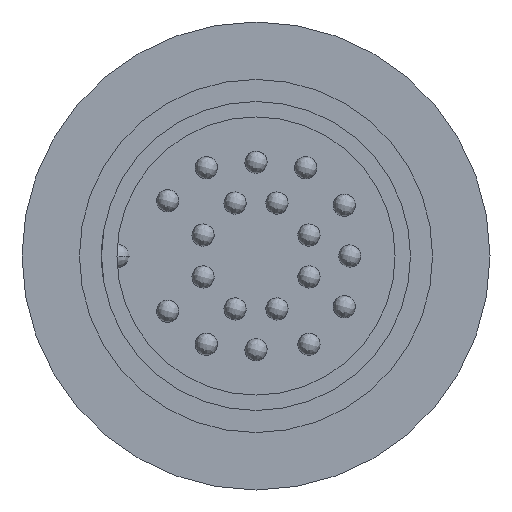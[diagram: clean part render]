
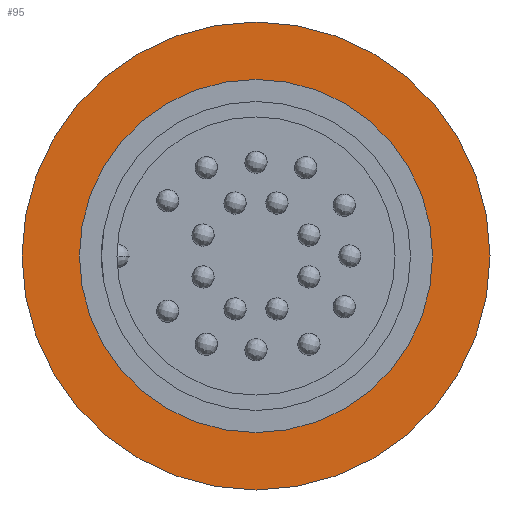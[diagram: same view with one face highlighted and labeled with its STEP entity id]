
A CAD part, left-side view. The second image highlights one B-rep face of the part: STEP entity #95.
In plain terms, the highlighted planar face has unit normal (-1, 0, 0).
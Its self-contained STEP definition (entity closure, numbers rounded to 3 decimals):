
#95 = ADVANCED_FACE ( 'NONE', ( #1898, #927 ), #837, .T. ) ;
#257 = ORIENTED_EDGE ( 'NONE', *, *, #1997, .F. ) ;
#441 = DIRECTION ( 'NONE',  ( 0., -1., 0. ) ) ;
#462 = DIRECTION ( 'NONE',  ( -1., 0., 0. ) ) ;
#484 = CARTESIAN_POINT ( 'NONE',  ( -12.1, 8., 0. ) ) ;
#577 = ORIENTED_EDGE ( 'NONE', *, *, #2802, .F. ) ;
#660 = CARTESIAN_POINT ( 'NONE',  ( -12.1, 0., 0. ) ) ;
#837 = PLANE ( 'NONE',  #2737 ) ;
#854 = DIRECTION ( 'NONE',  ( 0., 1., 0. ) ) ;
#870 = DIRECTION ( 'NONE',  ( 1., 0., 0. ) ) ;
#890 = CARTESIAN_POINT ( 'NONE',  ( -12.1, 0., 0. ) ) ;
#927 = FACE_BOUND ( 'NONE', #1048, .T. ) ;
#963 = CARTESIAN_POINT ( 'NONE',  ( -12.1, -8., 0. ) ) ;
#1048 = EDGE_LOOP ( 'NONE', ( #2299, #1525 ) ) ;
#1077 = DIRECTION ( 'NONE',  ( 0., 1., 0. ) ) ;
#1223 = CARTESIAN_POINT ( 'NONE',  ( -12.1, 10.6, 0. ) ) ;
#1312 = EDGE_CURVE ( 'NONE', #2762, #1847, #2426, .T. ) ;
#1322 = DIRECTION ( 'NONE',  ( 0., 1., 0. ) ) ;
#1325 = VERTEX_POINT ( 'NONE', #1223 ) ;
#1346 = DIRECTION ( 'NONE',  ( 1., 0., 0. ) ) ;
#1365 = CARTESIAN_POINT ( 'NONE',  ( -12.1, 0., 0. ) ) ;
#1525 = ORIENTED_EDGE ( 'NONE', *, *, #1531, .T. ) ;
#1531 = EDGE_CURVE ( 'NONE', #1847, #2762, #3455, .T. ) ;
#1537 = AXIS2_PLACEMENT_3D ( 'NONE', #1365, #1346, #1322 ) ;
#1645 = CIRCLE ( 'NONE', #4817, 10.6 ) ;
#1847 = VERTEX_POINT ( 'NONE', #963 ) ;
#1898 = FACE_OUTER_BOUND ( 'NONE', #3385, .T. ) ;
#1912 = AXIS2_PLACEMENT_3D ( 'NONE', #890, #870, #854 ) ;
#1997 = EDGE_CURVE ( 'NONE', #1325, #4613, #1645, .T. ) ;
#2299 = ORIENTED_EDGE ( 'NONE', *, *, #1312, .T. ) ;
#2389 = CARTESIAN_POINT ( 'NONE',  ( -12.1, 0., 0. ) ) ;
#2426 = CIRCLE ( 'NONE', #1912, 8. ) ;
#2737 = AXIS2_PLACEMENT_3D ( 'NONE', #484, #462, #441 ) ;
#2762 = VERTEX_POINT ( 'NONE', #3873 ) ;
#2802 = EDGE_CURVE ( 'NONE', #4613, #1325, #4436, .T. ) ;
#2811 = DIRECTION ( 'NONE',  ( 0., 1., 0. ) ) ;
#2815 = CARTESIAN_POINT ( 'NONE',  ( -12.1, -10.6, 0. ) ) ;
#3385 = EDGE_LOOP ( 'NONE', ( #257, #577 ) ) ;
#3455 = CIRCLE ( 'NONE', #1537, 8. ) ;
#3540 = DIRECTION ( 'NONE',  ( 1., 0., 0. ) ) ;
#3873 = CARTESIAN_POINT ( 'NONE',  ( -12.1, 8., 0. ) ) ;
#4436 = CIRCLE ( 'NONE', #4912, 10.6 ) ;
#4613 = VERTEX_POINT ( 'NONE', #2815 ) ;
#4817 = AXIS2_PLACEMENT_3D ( 'NONE', #2389, #5160, #2811 ) ;
#4912 = AXIS2_PLACEMENT_3D ( 'NONE', #660, #3540, #1077 ) ;
#5160 = DIRECTION ( 'NONE',  ( 1., 0., 0. ) ) ;
